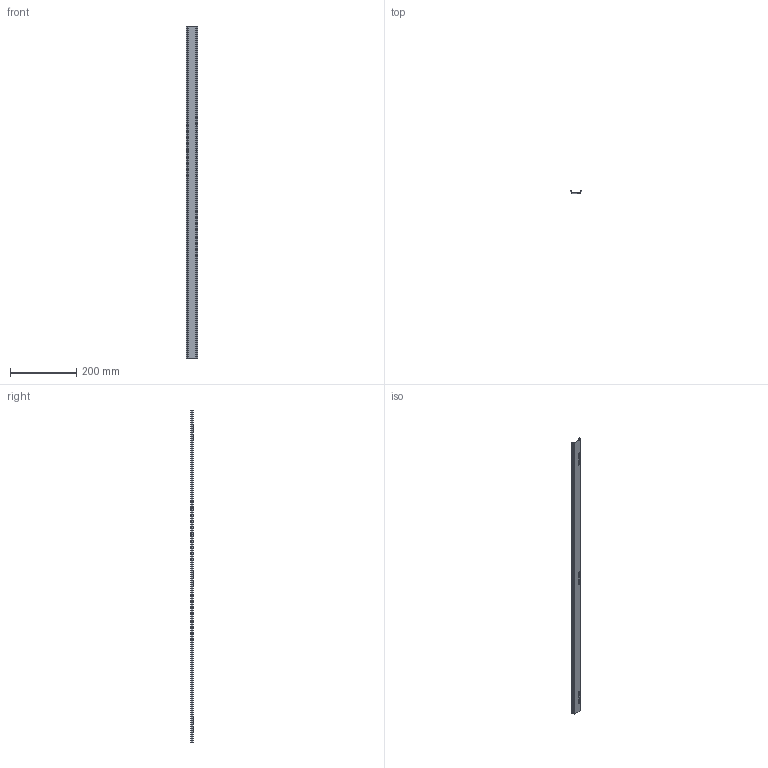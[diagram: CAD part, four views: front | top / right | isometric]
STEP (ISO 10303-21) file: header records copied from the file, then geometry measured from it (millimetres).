
FILE_DESCRIPTION (( 'STEP AP214' ), '1' );
FILE_NAME ('1115685_KSTP1.stp', '2018-08-09T14:44:29', ( '' ), ( '' ), 'SwSTEP 2.0', 'SolidWorks 2016', '' );
FILE_SCHEMA (( 'AUTOMOTIVE_DESIGN' ));
Length unit declared in the file: millimetre
Products named in the file (1): 1115685_KSTP1
Bounding box: 35.3 x 7.5 x 1000 mm (x, y, z)
Volume: 45883.6 mm3; surface area: 94390.8 mm2
Topology: 1 solids, 1 shells, 383 faces, 958 edges, 628 vertices
Faces by surface type: plane 162, bspline 153, cylinder 68
Entity records: 19496 total; most frequent: CARTESIAN_POINT 11267, ORIENTED_EDGE 1916, DIRECTION 1250, EDGE_CURVE 958, VERTEX_POINT 628, LINE 516, VECTOR 516, EDGE_LOOP 434
